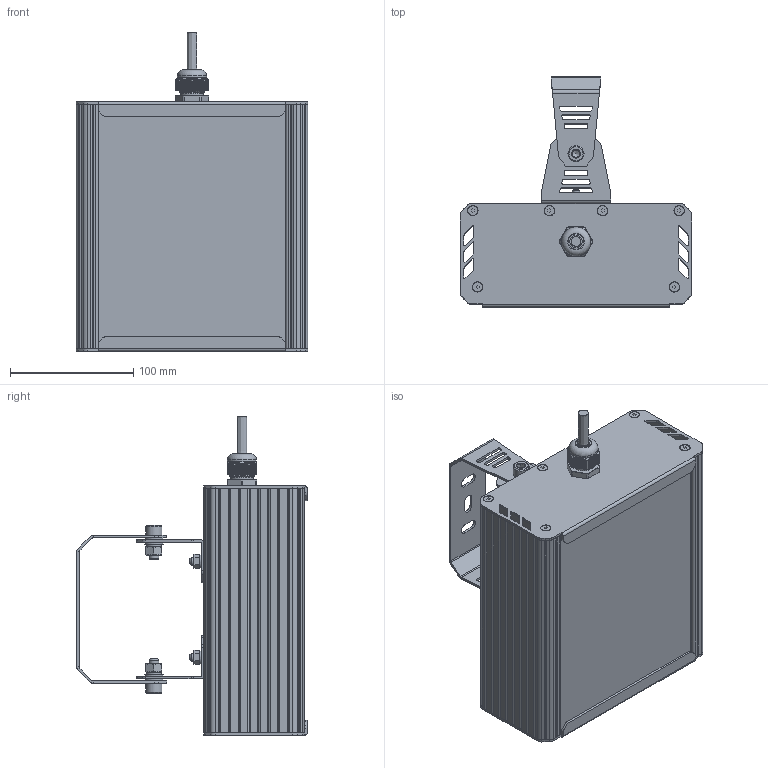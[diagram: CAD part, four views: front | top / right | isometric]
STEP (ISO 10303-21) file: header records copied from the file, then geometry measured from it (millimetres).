
FILE_DESCRIPTION(('STEP AP214'), '1');
FILE_NAME('001.0079.59.000 - ÃÑÏ-Ýêñòðà-Îïòèê-20', '', ('UNSPECIFIED'), ('UNSPECIFIED'), 'C3D Converter', 'C3D Toolkit', '');
FILE_SCHEMA(('AUTOMOTIVE_DESIGN { 1 0 10303 214 3 1 1}'));
Length unit declared in the file: millimetre
Products named in the file (41): 001.0079.59.000
Assembly tree (65 placements, depth 4):
  001.0079.59.000
    (unnamed)
      (unnamed)
      (unnamed)
      (unnamed)
      (unnamed)  x6
      (unnamed)  x6
      (unnamed)
      (unnamed)
      (unnamed)
      (unnamed)
        (unnamed)
      (unnamed)  x2
        (unnamed)
        (unnamed)
        (unnamed)
        (unnamed)
        (unnamed)
        (unnamed)
        (unnamed)
        (unnamed)
        (unnamed)
        (unnamed)
    (unnamed)
      (unnamed)
      (unnamed)
      (unnamed)
      (unnamed)  x2
      (unnamed)
      (unnamed)
      (unnamed)
      (unnamed)
      (unnamed)
      (unnamed)
      (unnamed)
      (unnamed)
      (unnamed)  x2
      (unnamed)
      (unnamed)
      (unnamed)
      (unnamed)
Bounding box: 187.37 x 186.65 x 258 mm (x, y, z)
Volume: 704694.5 mm3; surface area: 555191.3 mm2
Topology: 105 solids, 105 shells, 2582 faces, 6899 edges, 4639 vertices
Faces by surface type: plane 1592, cylinder 824, cone 110, bspline 41, torus 13, sphere 2
Full cylindrical faces by diameter (mm): 1 x2, 2 x4, 2.5 x8, 2.8 x50, 3.2 x2, 3.5 x12, 4 x12, 4.917 x2, 6 x4, 6.6 x2, 6.647 x2, 8 x14, 8.5 x4, 9 x30, 11 x2, 12 x1, 12.5 x1, 13 x2, 15 x4, 16 x1, 18.5 x3, 20 x1, 23.5 x1
Entity records: 144610 total; most frequent: CARTESIAN_POINT 57558, DIRECTION 11276, ORIENTED_EDGE 11104, EDGE_CURVE 5552, COLOUR_RGB 4900, PRESENTATION_STYLE_ASSIGNMENT 4900, AXIS2_PLACEMENT_3D 3949, VERTEX_POINT 3828
